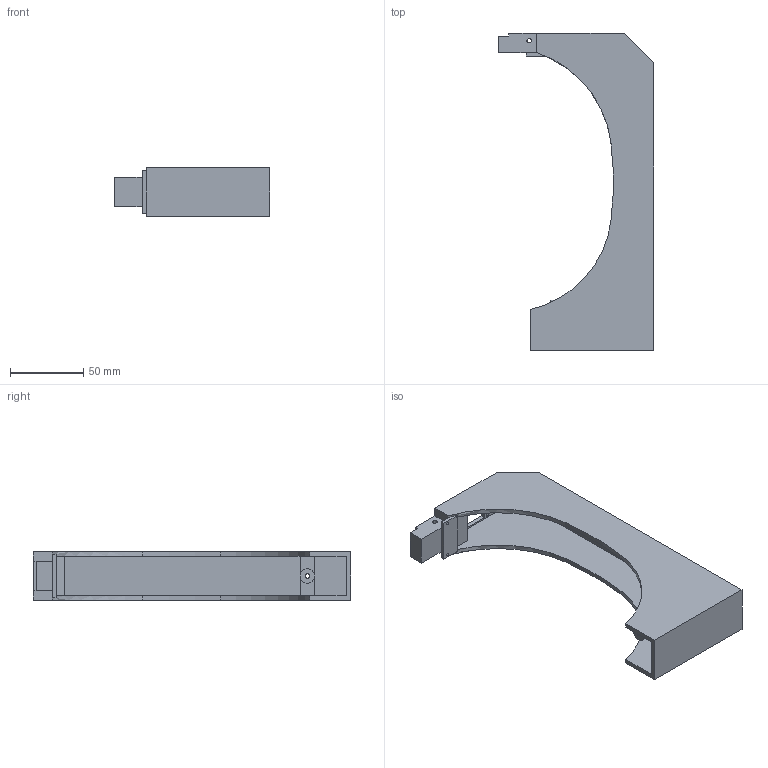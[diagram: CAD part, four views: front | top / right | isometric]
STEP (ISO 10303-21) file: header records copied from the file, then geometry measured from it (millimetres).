
FILE_DESCRIPTION (( 'STEP AP203' ), '1' );
FILE_NAME ('Ruchka.STEP', '2025-06-23T16:00:34', ( '' ), ( '' ), 'SwSTEP 2.0', 'SolidWorks 2023', '' );
FILE_SCHEMA (( 'CONFIG_CONTROL_DESIGN' ));
Length unit declared in the file: millimetre
Products named in the file (1): Ruchka
Bounding box: 106 x 216.4 x 33 mm (x, y, z)
Volume: 104806.1 mm3; surface area: 67213.4 mm2
Topology: 1 solids, 1 shells, 69 faces, 192 edges, 126 vertices
Faces by surface type: plane 41, cylinder 28
Entity records: 2335 total; most frequent: DIRECTION 392, CARTESIAN_POINT 388, ORIENTED_EDGE 384, EDGE_CURVE 192, VECTOR 132, LINE 132, AXIS2_PLACEMENT_3D 130, VERTEX_POINT 126
